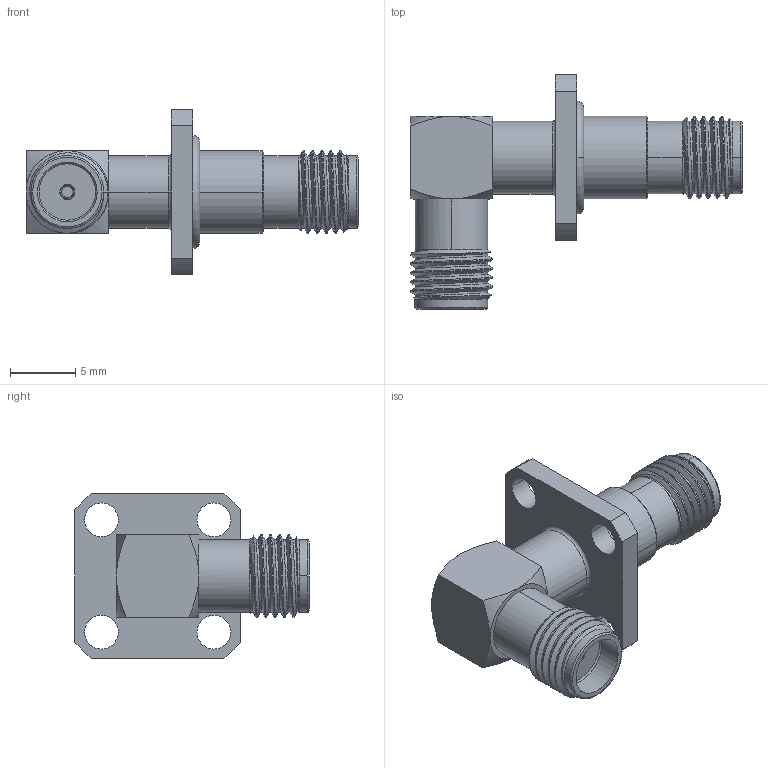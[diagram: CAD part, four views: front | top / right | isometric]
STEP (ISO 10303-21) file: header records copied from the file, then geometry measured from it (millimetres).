
FILE_DESCRIPTION (( 'STEP AP214' ), '1' );
FILE_NAME ('SM5277_3D.step', '2025-01-15T21:57:38', ( '' ), ( '' ), 'SwSTEP 2.0', 'SolidWorks 2022', '' );
FILE_SCHEMA (( 'AUTOMOTIVE_DESIGN' ));
Length unit declared in the file: inch
Products named in the file (1): SM5277_3D
Bounding box: 25.5 x 17.98 x 12.7 mm (x, y, z)
Volume: 1104.3 mm3; surface area: 1333.3 mm2
Topology: 2 solids, 2 shells, 142 faces, 351 edges, 221 vertices
Faces by surface type: cylinder 58, plane 36, cone 32, torus 10, bspline 6
Entity records: 7892 total; most frequent: CARTESIAN_POINT 4607, ORIENTED_EDGE 702, DIRECTION 654, EDGE_CURVE 351, AXIS2_PLACEMENT_3D 267, VERTEX_POINT 221, EDGE_LOOP 160, FACE_OUTER_BOUND 142
